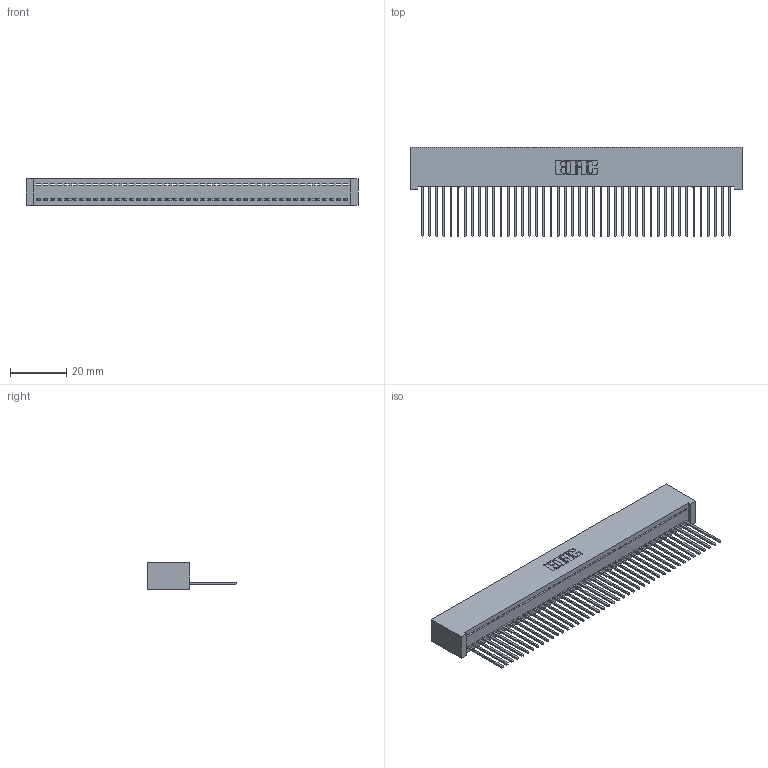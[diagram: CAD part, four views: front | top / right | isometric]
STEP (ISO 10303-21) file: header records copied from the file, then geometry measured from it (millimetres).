
FILE_DESCRIPTION (( 'STEP AP203' ), '1' );
FILE_NAME ('392-044-542-101.STEP', '2019-10-07T22:25:18', ( '' ), ( '' ), 'SwSTEP 2.0', 'SolidWorks 2016', '' );
FILE_SCHEMA (( 'CONFIG_CONTROL_DESIGN' ));
Length unit declared in the file: inch
Products named in the file (3): 342 Part_Lugless; 345-292-001_345-293-142; 392-044-542-101
Assembly tree (45 placements, depth 2):
  392-044-542-101
    342 Part_Lugless
    345-292-001_345-293-142  x44
Bounding box: 118.01 x 31.63 x 9.4 mm (x, y, z)
Volume: 10861.2 mm3; surface area: 16906.9 mm2
Topology: 45 solids, 45 shells, 2654 faces, 8019 edges, 5286 vertices
Faces by surface type: plane 1910, cylinder 744
Entity records: 26249 total; most frequent: CARTESIAN_POINT 4534, ORIENTED_EDGE 4514, DIRECTION 3813, EDGE_CURVE 2257, LINE 2137, VECTOR 2137, VERTEX_POINT 1502, AXIS2_PLACEMENT_3D 838
